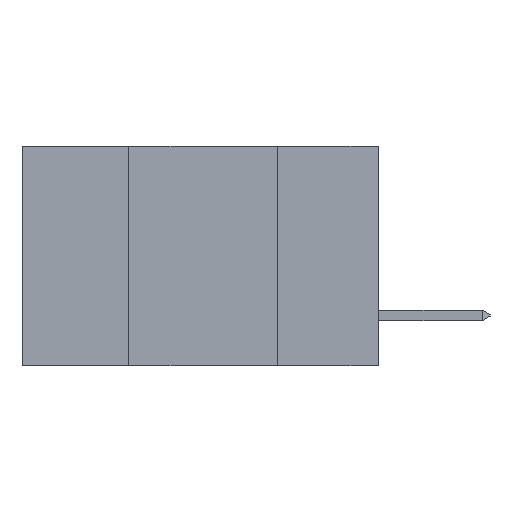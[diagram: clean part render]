
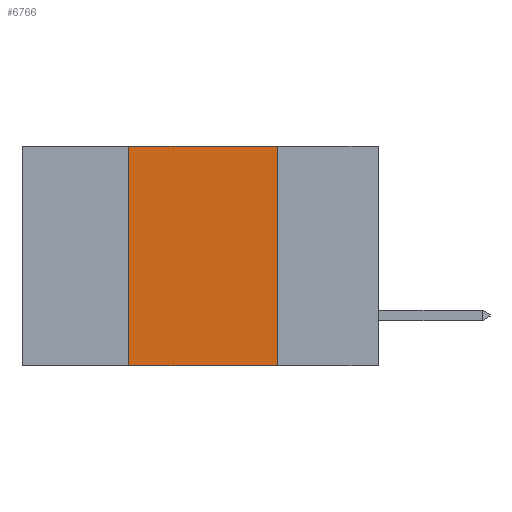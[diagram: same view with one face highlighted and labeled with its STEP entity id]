
A CAD part, left-side view. The second image highlights one B-rep face of the part: STEP entity #6766.
In plain terms, the highlighted planar face has unit normal (-1, 0, 0).
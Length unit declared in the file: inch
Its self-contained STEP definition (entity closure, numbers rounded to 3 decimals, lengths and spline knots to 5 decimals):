
#243 = EDGE_LOOP ( 'NONE', ( #2056, #2472, #2489, #2266 ) ) ;
#971 = CARTESIAN_POINT ( 'NONE',  ( 0., 0.42, 0. ) ) ;
#1212 = VECTOR ( 'NONE', #17368, 39.37008 ) ;
#1628 = FACE_OUTER_BOUND ( 'NONE', #243, .T. ) ;
#1855 = CARTESIAN_POINT ( 'NONE',  ( 0., 0.42, -0.37 ) ) ;
#1983 = DIRECTION ( 'NONE',  ( 0., 0., 1. ) ) ;
#2056 = ORIENTED_EDGE ( 'NONE', *, *, #5043, .F. ) ;
#2088 = VECTOR ( 'NONE', #11112, 39.37008 ) ;
#2266 = ORIENTED_EDGE ( 'NONE', *, *, #6735, .T. ) ;
#2472 = ORIENTED_EDGE ( 'NONE', *, *, #5396, .F. ) ;
#2489 = ORIENTED_EDGE ( 'NONE', *, *, #8787, .F. ) ;
#2523 = AXIS2_PLACEMENT_3D ( 'NONE', #10944, #10924, #10881 ) ;
#2819 = VERTEX_POINT ( 'NONE', #8859 ) ;
#5043 = EDGE_CURVE ( 'NONE', #11924, #2819, #5605, .T. ) ;
#5396 = EDGE_CURVE ( 'NONE', #13390, #11924, #14287, .T. ) ;
#5605 = LINE ( 'NONE', #17220, #1212 ) ;
#6735 = EDGE_CURVE ( 'NONE', #12622, #2819, #13808, .T. ) ;
#6766 = ADVANCED_FACE ( 'NONE', ( #1628 ), #11060, .F. ) ;
#7119 = LINE ( 'NONE', #1855, #10161 ) ;
#7770 = CARTESIAN_POINT ( 'NONE',  ( 0., 0.17, 0. ) ) ;
#8787 = EDGE_CURVE ( 'NONE', #12622, #13390, #7119, .T. ) ;
#8859 = CARTESIAN_POINT ( 'NONE',  ( 0., 0.17, -0.37 ) ) ;
#10161 = VECTOR ( 'NONE', #1983, 39.37008 ) ;
#10467 = VECTOR ( 'NONE', #11644, 39.37008 ) ;
#10881 = DIRECTION ( 'NONE',  ( 0., 0., -1. ) ) ;
#10924 = DIRECTION ( 'NONE',  ( 1., 0., 0. ) ) ;
#10944 = CARTESIAN_POINT ( 'NONE',  ( 0., 0.6, 0. ) ) ;
#11060 = PLANE ( 'NONE',  #2523 ) ;
#11112 = DIRECTION ( 'NONE',  ( 0., -1., 0. ) ) ;
#11251 = CARTESIAN_POINT ( 'NONE',  ( 0., 0.6, -0.37 ) ) ;
#11644 = DIRECTION ( 'NONE',  ( 0., -1., 0. ) ) ;
#11924 = VERTEX_POINT ( 'NONE', #7770 ) ;
#12265 = CARTESIAN_POINT ( 'NONE',  ( 0., 0.6, 0. ) ) ;
#12622 = VERTEX_POINT ( 'NONE', #14048 ) ;
#13390 = VERTEX_POINT ( 'NONE', #971 ) ;
#13808 = LINE ( 'NONE', #11251, #2088 ) ;
#14048 = CARTESIAN_POINT ( 'NONE',  ( 0., 0.42, -0.37 ) ) ;
#14287 = LINE ( 'NONE', #12265, #10467 ) ;
#17220 = CARTESIAN_POINT ( 'NONE',  ( 0., 0.17, -0.37 ) ) ;
#17368 = DIRECTION ( 'NONE',  ( 0., 0., -1. ) ) ;
